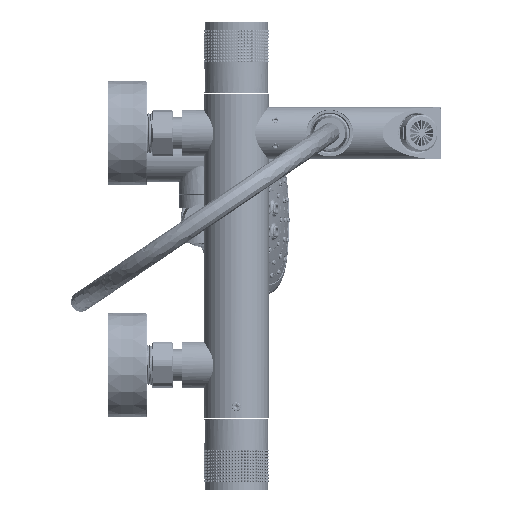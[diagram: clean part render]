
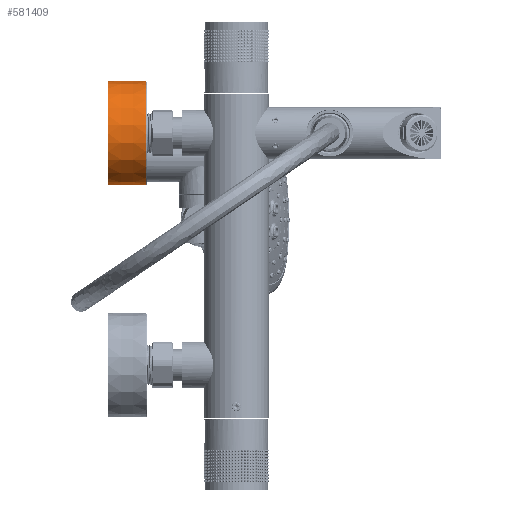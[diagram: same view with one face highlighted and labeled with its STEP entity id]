
A CAD part, front view. The second image highlights one B-rep face of the part: STEP entity #581409.
In plain terms, the highlighted conical face has half-angle 0.344 degrees and reference radius 33.75 mm.
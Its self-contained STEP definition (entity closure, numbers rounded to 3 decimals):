
#23646 = VERTEX_POINT ( 'NONE', #304606 ) ;
#44637 = EDGE_LOOP ( 'NONE', ( #196731 ) ) ;
#45596 = CIRCLE ( 'NONE', #246266, 33.75 ) ;
#48347 = CARTESIAN_POINT ( 'NONE',  ( -82.61, 0., 79.5 ) ) ;
#100508 = EDGE_CURVE ( 'NONE', #23646, #23646, #214300, .T. ) ;
#132135 = EDGE_LOOP ( 'NONE', ( #291438 ) ) ;
#166765 = DIRECTION ( 'NONE',  ( -1., 0., 0. ) ) ;
#177143 = DIRECTION ( 'NONE',  ( 0., -0.351, 0.936 ) ) ;
#196731 = ORIENTED_EDGE ( 'NONE', *, *, #467791, .F. ) ;
#201352 = DIRECTION ( 'NONE',  ( 0., 0.351, -0.936 ) ) ;
#210285 = CONICAL_SURFACE ( 'NONE', #238894, 33.75, 0.006 ) ;
#214300 = CIRCLE ( 'NONE', #453347, 33.606 ) ;
#238894 = AXIS2_PLACEMENT_3D ( 'NONE', #48347, #508832, #177143 ) ;
#246266 = AXIS2_PLACEMENT_3D ( 'NONE', #576497, #166765, #531626 ) ;
#291438 = ORIENTED_EDGE ( 'NONE', *, *, #100508, .T. ) ;
#301772 = VERTEX_POINT ( 'NONE', #352564 ) ;
#304606 = CARTESIAN_POINT ( 'NONE',  ( -58.595, 11.803, 48.035 ) ) ;
#352564 = CARTESIAN_POINT ( 'NONE',  ( -82.61, -11.854, 111.1 ) ) ;
#380800 = CARTESIAN_POINT ( 'NONE',  ( -58.595, 0., 79.5 ) ) ;
#416122 = FACE_BOUND ( 'NONE', #132135, .T. ) ;
#453347 = AXIS2_PLACEMENT_3D ( 'NONE', #380800, #467616, #201352 ) ;
#467616 = DIRECTION ( 'NONE',  ( -1., 0., 0. ) ) ;
#467791 = EDGE_CURVE ( 'NONE', #301772, #301772, #45596, .T. ) ;
#508832 = DIRECTION ( 'NONE',  ( -1., 0., 0. ) ) ;
#531626 = DIRECTION ( 'NONE',  ( 0., -0.351, 0.936 ) ) ;
#553732 = FACE_OUTER_BOUND ( 'NONE', #44637, .T. ) ;
#576497 = CARTESIAN_POINT ( 'NONE',  ( -82.61, 0., 79.5 ) ) ;
#581409 = ADVANCED_FACE ( 'NONE', ( #416122, #553732 ), #210285, .T. ) ;
